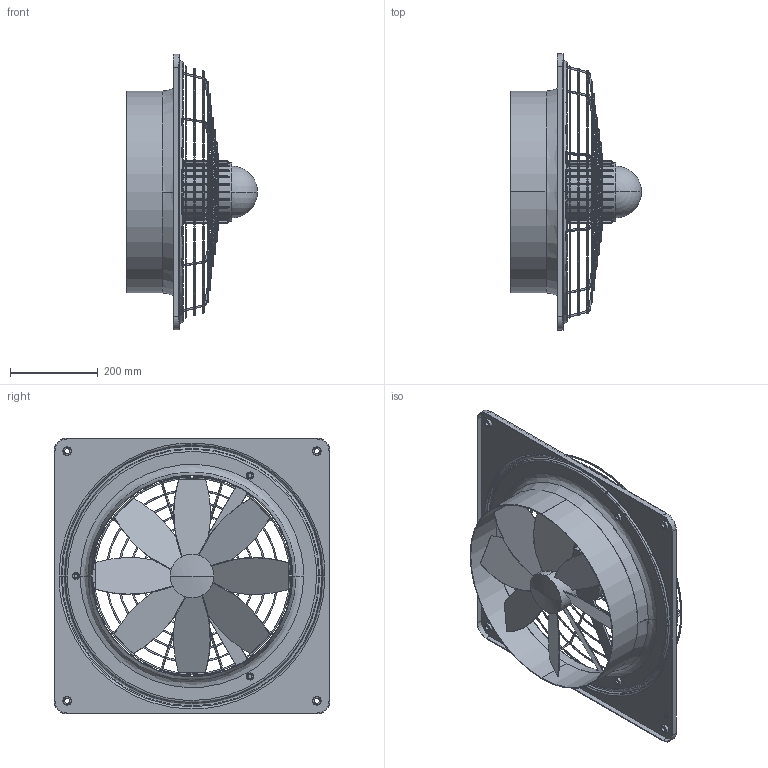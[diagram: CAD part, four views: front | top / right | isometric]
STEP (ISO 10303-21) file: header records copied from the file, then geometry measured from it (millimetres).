
FILE_DESCRIPTION (( 'STEP AP214' ), '1' );
FILE_NAME ('0083-0138.STEP', '2015-02-06T16:59:32', ( '' ), ( '' ), 'SwSTEP 2.0', 'SolidWorks 2013', '' );
FILE_SCHEMA (( 'AUTOMOTIVE_DESIGN' ));
Length unit declared in the file: millimetre
Products named in the file (1): 0083-0138
Bounding box: 299 x 630 x 630 mm (x, y, z)
Volume: 3959288.9 mm3; surface area: 1458930.4 mm2
Topology: 1 solids, 1 shells, 508 faces, 1640 edges, 1043 vertices
Faces by surface type: plane 190, cylinder 130, bspline 104, torus 48, cone 30, sphere 6
Entity records: 35141 total; most frequent: CARTESIAN_POINT 15937, ORIENTED_EDGE 3272, DIRECTION 2371, EDGE_CURVE 1636, VERTEX_POINT 1043, AXIS2_PLACEMENT_3D 919, EDGE_LOOP 635, B_SPLINE_CURVE_WITH_KNOTS 559
